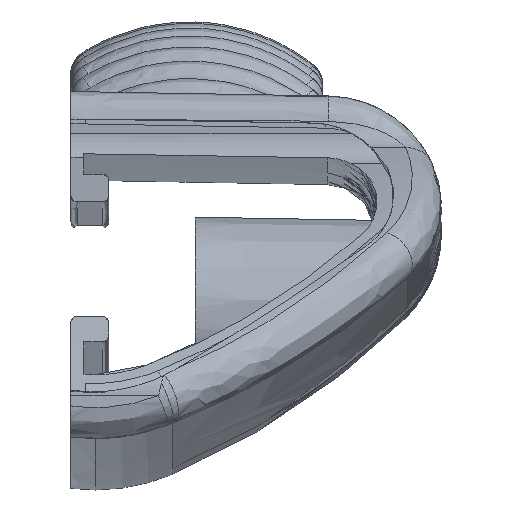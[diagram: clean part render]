
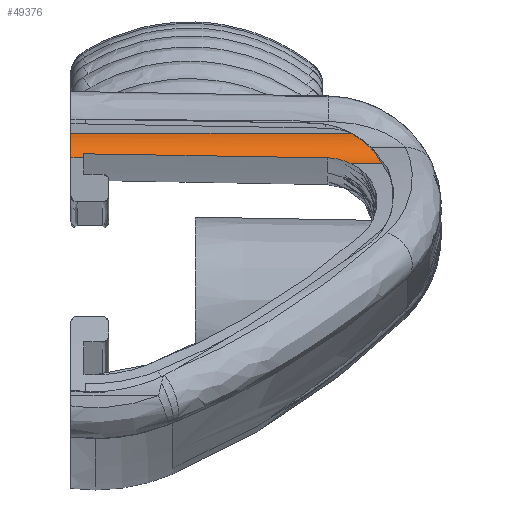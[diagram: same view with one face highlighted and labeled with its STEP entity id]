
A CAD part, left-side view. The second image highlights one B-rep face of the part: STEP entity #49376.
In plain terms, the highlighted cylindrical face has radius 2.54 mm (diameter 5.08 mm), a partial arc.
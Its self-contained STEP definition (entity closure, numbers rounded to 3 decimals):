
#924 = CARTESIAN_POINT ( 'NONE',  ( -76.279, -2.432, -101.138 ) ) ;
#1478 = ORIENTED_EDGE ( 'NONE', *, *, #14172, .F. ) ;
#1968 = DIRECTION ( 'NONE',  ( 0., 1., 0. ) ) ;
#2043 = CARTESIAN_POINT ( 'NONE',  ( -77.207, -12.754, -101.692 ) ) ;
#2112 = CARTESIAN_POINT ( 'NONE',  ( -76.91, -12.683, -101.591 ) ) ;
#2714 = EDGE_CURVE ( 'NONE', #8489, #30619, #48137, .T. ) ;
#3373 = VECTOR ( 'NONE', #15018, 1000. ) ;
#3451 = CARTESIAN_POINT ( 'NONE',  ( -76.419, -8.768, -101.256 ) ) ;
#3823 = CARTESIAN_POINT ( 'NONE',  ( -76.476, -9.051, -101.3 ) ) ;
#4017 = B_SPLINE_CURVE_WITH_KNOTS ( 'NONE', 3,
 ( #23552, #19527, #19154, #23181 ),
 .UNSPECIFIED., .F., .F.,
 ( 4, 4 ),
 ( 0., 1. ),
 .UNSPECIFIED. ) ;
#4145 = VERTEX_POINT ( 'NONE', #25365 ) ;
#4671 = B_SPLINE_CURVE_WITH_KNOTS ( 'NONE', 3,
 ( #35678, #44483, #3451, #3823, #8008, #49001, #36895, #12231, #24856, #12411, #8363, #46063, #29358, #41998 ),
 .UNSPECIFIED., .F., .F.,
 ( 4, 2, 2, 1, 1, 2, 2, 4 ),
 ( 0., 0.25, 0.375, 0.437, 0.469, 0.484, 0.5, 1. ),
 .UNSPECIFIED. ) ;
#5526 = CARTESIAN_POINT ( 'NONE',  ( -75.486, -10.244, -99.288 ) ) ;
#5653 = DIRECTION ( 'NONE',  ( 0., 1., 0. ) ) ;
#6293 = CARTESIAN_POINT ( 'NONE',  ( -75.983, -12.082, -100.798 ) ) ;
#6530 = FACE_OUTER_BOUND ( 'NONE', #45454, .T. ) ;
#6851 = CARTESIAN_POINT ( 'NONE',  ( -75.59, -11.286, -100.01 ) ) ;
#8008 = CARTESIAN_POINT ( 'NONE',  ( -76.499, -9.143, -101.318 ) ) ;
#8363 = CARTESIAN_POINT ( 'NONE',  ( -76.622, -9.488, -101.404 ) ) ;
#8489 = VERTEX_POINT ( 'NONE', #42336 ) ;
#9010 = ORIENTED_EDGE ( 'NONE', *, *, #11287, .T. ) ;
#10314 = CARTESIAN_POINT ( 'NONE',  ( -75.927, -12.013, -100.719 ) ) ;
#10823 = CARTESIAN_POINT ( 'NONE',  ( -75.486, -17.152, -99.288 ) ) ;
#11040 = CARTESIAN_POINT ( 'NONE',  ( -75.486, -10.244, -99.288 ) ) ;
#11287 = EDGE_CURVE ( 'NONE', #21197, #25041, #4671, .T. ) ;
#12085 = ORIENTED_EDGE ( 'NONE', *, *, #36836, .F. ) ;
#12231 = CARTESIAN_POINT ( 'NONE',  ( -76.594, -9.422, -101.386 ) ) ;
#12411 = CARTESIAN_POINT ( 'NONE',  ( -76.617, -9.476, -101.401 ) ) ;
#13601 = VERTEX_POINT ( 'NONE', #5526 ) ;
#13699 = CARTESIAN_POINT ( 'NONE',  ( -76.395, -8.366, -101.235 ) ) ;
#14172 = EDGE_CURVE ( 'NONE', #21197, #36401, #18739, .T. ) ;
#14448 = ORIENTED_EDGE ( 'NONE', *, *, #48804, .T. ) ;
#14523 = CARTESIAN_POINT ( 'NONE',  ( -75.816, -11.859, -100.548 ) ) ;
#14866 = CARTESIAN_POINT ( 'NONE',  ( -76.084, -12.19, -100.927 ) ) ;
#15018 = DIRECTION ( 'NONE',  ( 0., -1., 0. ) ) ;
#15226 = CARTESIAN_POINT ( 'NONE',  ( -76.218, -12.312, -101.077 ) ) ;
#16404 = AXIS2_PLACEMENT_3D ( 'NONE', #49041, #44648, #41333 ) ;
#16920 = CARTESIAN_POINT ( 'NONE',  ( -76.395, -8.366, -101.235 ) ) ;
#17468 = VERTEX_POINT ( 'NONE', #2043 ) ;
#17883 = CARTESIAN_POINT ( 'NONE',  ( -76.172, 4.016, -101.031 ) ) ;
#18568 = EDGE_CURVE ( 'NONE', #4145, #13601, #43305, .T. ) ;
#18739 = B_SPLINE_CURVE_WITH_KNOTS ( 'NONE', 3,
 ( #13699, #924, #17883, #47545 ),
 .UNSPECIFIED., .F., .F.,
 ( 4, 4 ),
 ( 0., 1. ),
 .UNSPECIFIED. ) ;
#19106 = CARTESIAN_POINT ( 'NONE',  ( -75.752, -11.743, -100.428 ) ) ;
#19154 = CARTESIAN_POINT ( 'NONE',  ( -76.172, 10.977, -101.031 ) ) ;
#19393 = CARTESIAN_POINT ( 'NONE',  ( -76.395, 11.993, -101.235 ) ) ;
#19439 = ORIENTED_EDGE ( 'NONE', *, *, #2714, .F. ) ;
#19527 = CARTESIAN_POINT ( 'NONE',  ( -76.279, 10.977, -101.138 ) ) ;
#21197 = VERTEX_POINT ( 'NONE', #16920 ) ;
#23181 = CARTESIAN_POINT ( 'NONE',  ( -76.075, 10.977, -100.915 ) ) ;
#23494 = CARTESIAN_POINT ( 'NONE',  ( -75.608, -11.355, -100.068 ) ) ;
#23552 = CARTESIAN_POINT ( 'NONE',  ( -76.395, 10.977, -101.235 ) ) ;
#24219 = EDGE_CURVE ( 'NONE', #4145, #30619, #40200, .T. ) ;
#24856 = CARTESIAN_POINT ( 'NONE',  ( -76.607, -9.455, -101.395 ) ) ;
#24942 = ORIENTED_EDGE ( 'NONE', *, *, #18568, .F. ) ;
#25041 = VERTEX_POINT ( 'NONE', #52884 ) ;
#25365 = CARTESIAN_POINT ( 'NONE',  ( -75.486, 11.993, -99.288 ) ) ;
#27485 = CARTESIAN_POINT ( 'NONE',  ( -76.648, -12.582, -101.44 ) ) ;
#28135 = LINE ( 'NONE', #34538, #33377 ) ;
#28150 = CYLINDRICAL_SURFACE ( 'NONE', #16404, 2.54 ) ;
#28499 = CARTESIAN_POINT ( 'NONE',  ( -75.486, 11.993, -99.288 ) ) ;
#28699 = EDGE_CURVE ( 'NONE', #8489, #36401, #4017, .T. ) ;
#29358 = CARTESIAN_POINT ( 'NONE',  ( -76.953, -10.057, -101.606 ) ) ;
#30619 = VERTEX_POINT ( 'NONE', #19393 ) ;
#33076 = CARTESIAN_POINT ( 'NONE',  ( -75.881, 11.993, -100.697 ) ) ;
#33377 = VECTOR ( 'NONE', #5653, 1000. ) ;
#33420 = CARTESIAN_POINT ( 'NONE',  ( -76.111, 11.993, -100.998 ) ) ;
#34538 = CARTESIAN_POINT ( 'NONE',  ( -77.207, -17.152, -101.692 ) ) ;
#35678 = CARTESIAN_POINT ( 'NONE',  ( -76.395, -8.366, -101.235 ) ) ;
#35759 = B_SPLINE_CURVE_WITH_KNOTS ( 'NONE', 3,
 ( #40090, #2112, #27485, #40286, #15226, #14866, #52572, #6293, #48747, #10314, #44147, #39551, #14523, #19106, #44341, #35898, #23494, #6851, #36078, #48012, #11040 ),
 .UNSPECIFIED., .F., .F.,
 ( 4, 2, 2, 2, 1, 2, 2, 2, 2, 2, 4 ),
 ( 0., 0.25, 0.375, 0.437, 0.469, 0.484, 0.5, 0.625, 0.687, 0.75, 1. ),
 .UNSPECIFIED. ) ;
#35898 = CARTESIAN_POINT ( 'NONE',  ( -75.65, -11.49, -100.188 ) ) ;
#36078 = CARTESIAN_POINT ( 'NONE',  ( -75.509, -10.921, -99.711 ) ) ;
#36401 = VERTEX_POINT ( 'NONE', #52905 ) ;
#36616 = ORIENTED_EDGE ( 'NONE', *, *, #24219, .T. ) ;
#36836 = EDGE_CURVE ( 'NONE', #17468, #25041, #28135, .T. ) ;
#36895 = CARTESIAN_POINT ( 'NONE',  ( -76.564, -9.345, -101.365 ) ) ;
#36909 = CARTESIAN_POINT ( 'NONE',  ( -75.486, 11.993, -99.657 ) ) ;
#39551 = CARTESIAN_POINT ( 'NONE',  ( -75.902, -11.979, -100.681 ) ) ;
#40090 = CARTESIAN_POINT ( 'NONE',  ( -77.207, -12.754, -101.692 ) ) ;
#40200 = B_SPLINE_CURVE_WITH_KNOTS ( 'NONE', 3,
 ( #28499, #36909, #45900, #33076, #33420, #41485 ),
 .UNSPECIFIED., .F., .F.,
 ( 4, 2, 4 ),
 ( 0., 0.5, 1. ),
 .UNSPECIFIED. ) ;
#40286 = CARTESIAN_POINT ( 'NONE',  ( -76.317, -12.385, -101.173 ) ) ;
#41162 = ORIENTED_EDGE ( 'NONE', *, *, #28699, .T. ) ;
#41333 = DIRECTION ( 'NONE',  ( 0., 0., 1. ) ) ;
#41485 = CARTESIAN_POINT ( 'NONE',  ( -76.395, 11.993, -101.235 ) ) ;
#41998 = CARTESIAN_POINT ( 'NONE',  ( -77.207, -10.238, -101.692 ) ) ;
#42336 = CARTESIAN_POINT ( 'NONE',  ( -76.395, 10.977, -101.235 ) ) ;
#43305 = LINE ( 'NONE', #10823, #3373 ) ;
#44147 = CARTESIAN_POINT ( 'NONE',  ( -75.91, -11.989, -100.692 ) ) ;
#44341 = CARTESIAN_POINT ( 'NONE',  ( -75.673, -11.555, -100.248 ) ) ;
#44483 = CARTESIAN_POINT ( 'NONE',  ( -76.399, -8.571, -101.238 ) ) ;
#44648 = DIRECTION ( 'NONE',  ( 0., 1., 0. ) ) ;
#45454 = EDGE_LOOP ( 'NONE', ( #1478, #9010, #12085, #14448, #24942, #36616, #19439, #41162 ) ) ;
#45520 = VECTOR ( 'NONE', #1968, 1000. ) ;
#45900 = CARTESIAN_POINT ( 'NONE',  ( -75.568, 11.993, -100.027 ) ) ;
#46063 = CARTESIAN_POINT ( 'NONE',  ( -76.763, -9.81, -101.498 ) ) ;
#47545 = CARTESIAN_POINT ( 'NONE',  ( -76.075, 10.977, -100.915 ) ) ;
#48012 = CARTESIAN_POINT ( 'NONE',  ( -75.486, -10.598, -99.486 ) ) ;
#48137 = LINE ( 'NONE', #52428, #45520 ) ;
#48747 = CARTESIAN_POINT ( 'NONE',  ( -75.954, -12.048, -100.758 ) ) ;
#48804 = EDGE_CURVE ( 'NONE', #17468, #13601, #35759, .T. ) ;
#49001 = CARTESIAN_POINT ( 'NONE',  ( -76.541, -9.278, -101.349 ) ) ;
#49041 = CARTESIAN_POINT ( 'NONE',  ( -78.026, -17.152, -99.288 ) ) ;
#49376 = ADVANCED_FACE ( 'NONE', ( #6530 ), #28150, .F. ) ;
#52428 = CARTESIAN_POINT ( 'NONE',  ( -76.395, -17.152, -101.235 ) ) ;
#52572 = CARTESIAN_POINT ( 'NONE',  ( -76.042, -12.148, -100.875 ) ) ;
#52884 = CARTESIAN_POINT ( 'NONE',  ( -77.207, -10.238, -101.692 ) ) ;
#52905 = CARTESIAN_POINT ( 'NONE',  ( -76.075, 10.977, -100.915 ) ) ;
